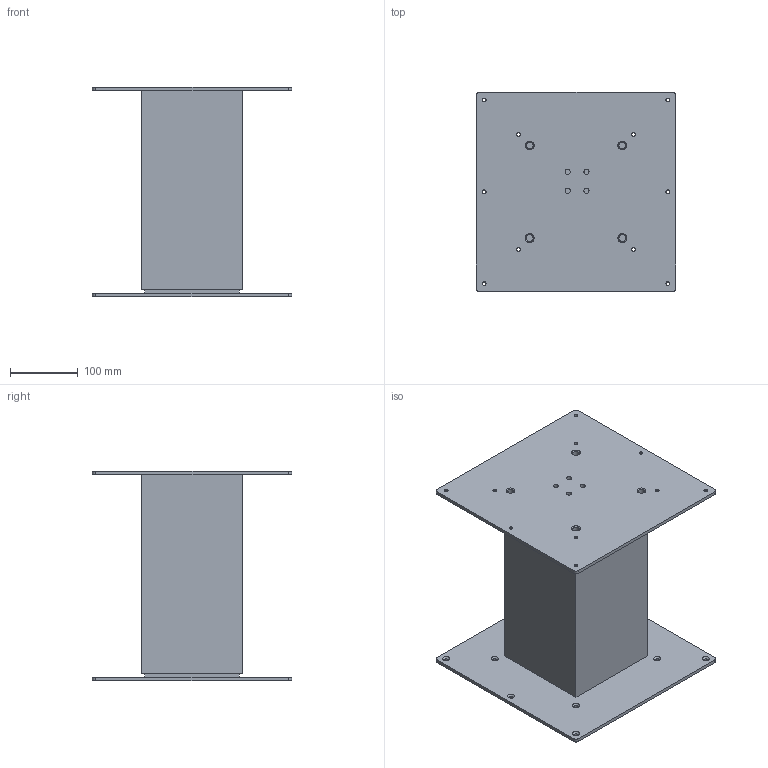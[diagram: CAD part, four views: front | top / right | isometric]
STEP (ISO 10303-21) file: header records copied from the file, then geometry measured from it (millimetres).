
FILE_DESCRIPTION (( 'STEP AP214' ), '1' );
FILE_NAME ('FLT-11.STEP', '2023-12-11T21:10:31', ( '' ), ( '' ), 'SwSTEP 2.0', 'SolidWorks 2018', '' );
FILE_SCHEMA (( 'AUTOMOTIVE_DESIGN' ));
Length unit declared in the file: inch
Products named in the file (1): FLT-11
Bounding box: 295.15 x 295.15 x 309.88 mm (x, y, z)
Volume: 7560157.6 mm3; surface area: 517112.6 mm2
Topology: 1 solids, 1 shells, 173 faces, 400 edges, 248 vertices
Faces by surface type: cylinder 80, cone 56, plane 37
Entity records: 5062 total; most frequent: DIRECTION 964, CARTESIAN_POINT 822, ORIENTED_EDGE 800, EDGE_CURVE 400, AXIS2_PLACEMENT_3D 390, VERTEX_POINT 248, EDGE_LOOP 232, CIRCLE 216
